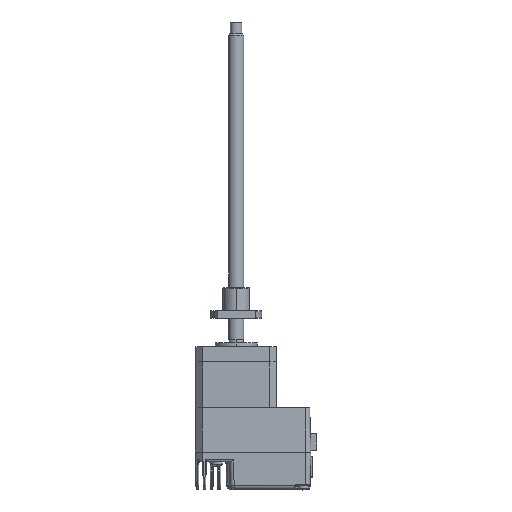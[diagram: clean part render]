
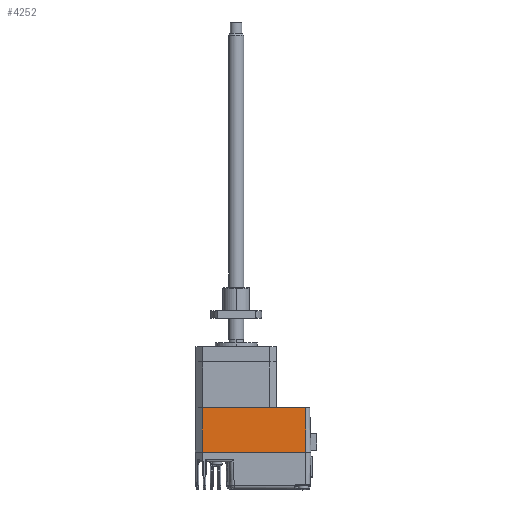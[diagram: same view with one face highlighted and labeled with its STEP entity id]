
A CAD part, top view. The second image highlights one B-rep face of the part: STEP entity #4252.
In plain terms, the highlighted planar face has unit normal (0, 0.026, 1).
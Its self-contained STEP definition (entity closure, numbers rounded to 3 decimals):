
#74 = VERTEX_POINT ( 'NONE', #3393 ) ;
#490 = CARTESIAN_POINT ( 'NONE',  ( 40.319, -50.908, 75.65 ) ) ;
#1163 = DIRECTION ( 'NONE',  ( -1., 0., 0. ) ) ;
#1367 = CARTESIAN_POINT ( 'NONE',  ( 40.319, -50.908, 75.65 ) ) ;
#1804 = DIRECTION ( 'NONE',  ( 0., -1., 0.026 ) ) ;
#3319 = ORIENTED_EDGE ( 'NONE', *, *, #9659, .T. ) ;
#3393 = CARTESIAN_POINT ( 'NONE',  ( -14.336, -74.408, 76.265 ) ) ;
#3472 = ORIENTED_EDGE ( 'NONE', *, *, #8254, .T. ) ;
#4000 = FACE_OUTER_BOUND ( 'NONE', #4810, .T. ) ;
#4252 = ADVANCED_FACE ( 'NONE', ( #4000 ), #7335, .T. ) ;
#4810 = EDGE_LOOP ( 'NONE', ( #3319, #16131, #3472, #14011 ) ) ;
#4914 = AXIS2_PLACEMENT_3D ( 'NONE', #16991, #10179, #1804 ) ;
#6012 = VECTOR ( 'NONE', #10685, 1000. ) ;
#6468 = CARTESIAN_POINT ( 'NONE',  ( 40.319, -74.408, 76.265 ) ) ;
#6768 = CARTESIAN_POINT ( 'NONE',  ( -14.081, -50.908, 75.65 ) ) ;
#6862 = EDGE_CURVE ( 'NONE', #17630, #17843, #16433, .T. ) ;
#7334 = LINE ( 'NONE', #17068, #17893 ) ;
#7335 = PLANE ( 'NONE',  #4914 ) ;
#7908 = VERTEX_POINT ( 'NONE', #6768 ) ;
#7941 = VECTOR ( 'NONE', #1163, 1000. ) ;
#8254 = EDGE_CURVE ( 'NONE', #74, #17630, #17009, .T. ) ;
#8842 = DIRECTION ( 'NONE',  ( -0.011, -1., 0.026 ) ) ;
#9143 = VECTOR ( 'NONE', #10294, 1000. ) ;
#9272 = CARTESIAN_POINT ( 'NONE',  ( -14.081, -74.408, 76.265 ) ) ;
#9551 = CARTESIAN_POINT ( 'NONE',  ( -14.081, -50.908, 75.65 ) ) ;
#9659 = EDGE_CURVE ( 'NONE', #17843, #7908, #14839, .T. ) ;
#10179 = DIRECTION ( 'NONE',  ( 0., 0.026, 1. ) ) ;
#10294 = DIRECTION ( 'NONE',  ( 0., 1., -0.026 ) ) ;
#10685 = DIRECTION ( 'NONE',  ( 1., 0., 0. ) ) ;
#12759 = EDGE_CURVE ( 'NONE', #7908, #74, #7334, .T. ) ;
#14011 = ORIENTED_EDGE ( 'NONE', *, *, #6862, .T. ) ;
#14839 = LINE ( 'NONE', #9551, #7941 ) ;
#16131 = ORIENTED_EDGE ( 'NONE', *, *, #12759, .T. ) ;
#16433 = LINE ( 'NONE', #490, #9143 ) ;
#16991 = CARTESIAN_POINT ( 'NONE',  ( -14.081, -50.908, 75.65 ) ) ;
#17009 = LINE ( 'NONE', #9272, #6012 ) ;
#17068 = CARTESIAN_POINT ( 'NONE',  ( -14.081, -50.908, 75.65 ) ) ;
#17630 = VERTEX_POINT ( 'NONE', #6468 ) ;
#17843 = VERTEX_POINT ( 'NONE', #1367 ) ;
#17893 = VECTOR ( 'NONE', #8842, 1000. ) ;
